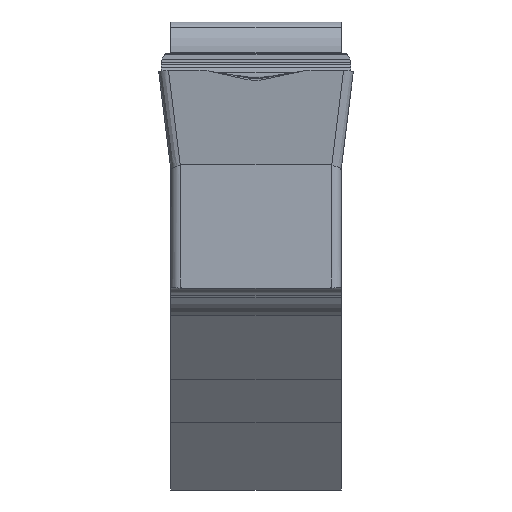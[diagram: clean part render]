
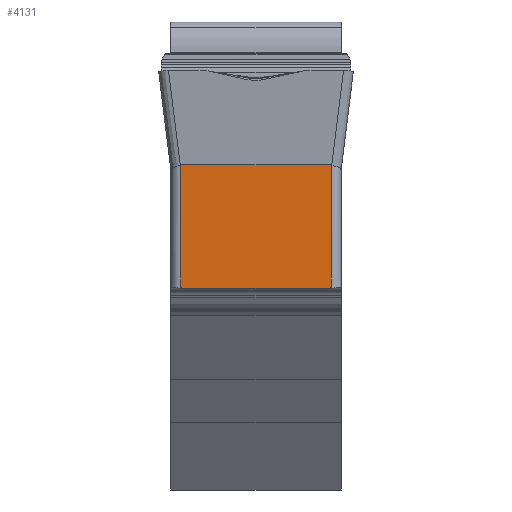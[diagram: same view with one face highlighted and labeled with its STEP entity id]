
A CAD part, front view. The second image highlights one B-rep face of the part: STEP entity #4131.
In plain terms, the highlighted planar face has unit normal (0, -0.999, -0.035).
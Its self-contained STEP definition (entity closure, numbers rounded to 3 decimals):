
#1099=DIRECTION('',(-1.,0.,0.));
#1100=VECTOR('',#1099,3.1);
#1101=CARTESIAN_POINT('',(1.55,0.326,-4.467));
#1102=LINE('',#1101,#1100);
#1152=DIRECTION('',(0.,0.035,-0.999));
#1153=VECTOR('',#1152,2.533);
#1154=CARTESIAN_POINT('',(1.55,0.238,-1.936));
#1155=LINE('',#1154,#1153);
#1167=DIRECTION('',(-1.,0.,0.));
#1168=VECTOR('',#1167,3.1);
#1169=CARTESIAN_POINT('',(1.55,0.238,-1.936));
#1170=LINE('',#1169,#1168);
#1181=CARTESIAN_POINT('',(-1.55,0.238,-1.936));
#1189=DIRECTION('',(0.,-0.035,0.999));
#1190=VECTOR('',#1189,2.533);
#1191=CARTESIAN_POINT('',(-1.55,0.326,-4.467));
#1192=LINE('',#1191,#1190);
#1556=VERTEX_POINT('',#1181);
#1557=CARTESIAN_POINT('',(1.55,0.238,-1.936));
#1558=VERTEX_POINT('',#1557);
#1703=CARTESIAN_POINT('',(-1.55,0.326,-4.467));
#1705=VERTEX_POINT('',#1703);
#1715=CARTESIAN_POINT('',(1.55,0.326,-4.467));
#1716=VERTEX_POINT('',#1715);
#4118=CARTESIAN_POINT('',(-1.55,0.143,0.785));
#4119=DIRECTION('',(0.,-0.999,-0.035));
#4120=DIRECTION('',(-1.,0.,0.));
#4121=AXIS2_PLACEMENT_3D('',#4118,#4119,#4120);
#4122=PLANE('',#4121);
#4123=ORIENTED_EDGE('',*,*,#4097,.T.);
#4124=ORIENTED_EDGE('',*,*,#3978,.T.);
#4126=ORIENTED_EDGE('',*,*,#4125,.T.);
#4128=ORIENTED_EDGE('',*,*,#4127,.F.);
#4129=EDGE_LOOP('',(#4123,#4124,#4126,#4128));
#4130=FACE_OUTER_BOUND('',#4129,.F.);
#3978=EDGE_CURVE('',#1716,#1705,#1102,.T.);
#4097=EDGE_CURVE('',#1558,#1716,#1155,.T.);
#4125=EDGE_CURVE('',#1705,#1556,#1192,.T.);
#4127=EDGE_CURVE('',#1558,#1556,#1170,.T.);
#4131=ADVANCED_FACE('',(#4130),#4122,.T.);
